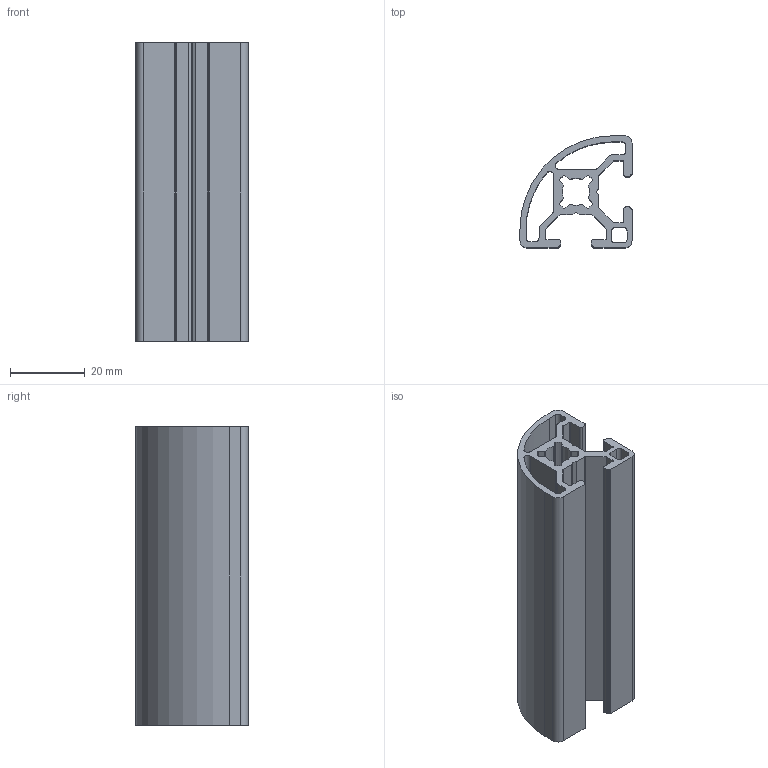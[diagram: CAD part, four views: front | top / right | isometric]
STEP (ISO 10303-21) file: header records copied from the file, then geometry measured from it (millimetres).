
FILE_DESCRIPTION (( 'STEP AP203' ), '1' );
FILE_NAME ('AL-PS-3030R-A Àëþìèíèåâûé êîíñòðóêöèîííûé ïðîôèëü 30õ30 àíîäèðîâàííûé.STEP', '2023-12-04T12:25:02', ( '' ), ( '' ), 'SwSTEP 2.0', 'SolidWorks 2021', '' );
FILE_SCHEMA (( 'CONFIG_CONTROL_DESIGN' ));
Length unit declared in the file: millimetre
Products named in the file (1): AL-PS-3030R-A Àëþìèíèåâûé êîíñòðóêöèîííûé ïðîôèëü 30õ30 àíîäèðîâàííûé
Bounding box: 30 x 30 x 80 mm (x, y, z)
Volume: 23002.3 mm3; surface area: 24969.5 mm2
Topology: 1 solids, 1 shells, 147 faces, 435 edges, 290 vertices
Faces by surface type: cylinder 85, plane 62
Entity records: 5072 total; most frequent: DIRECTION 901, CARTESIAN_POINT 873, ORIENTED_EDGE 870, EDGE_CURVE 435, AXIS2_PLACEMENT_3D 318, VERTEX_POINT 290, LINE 265, VECTOR 265
